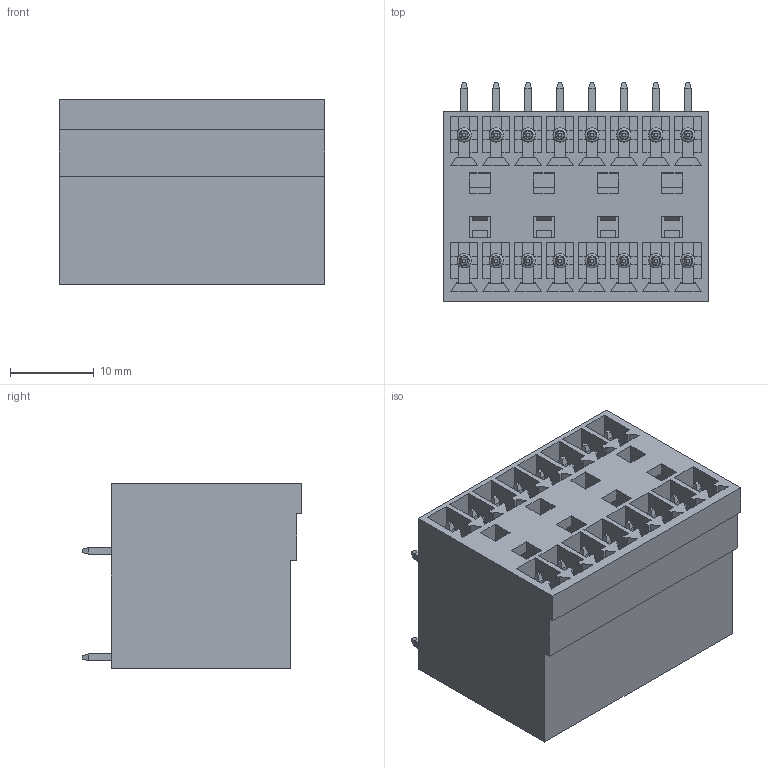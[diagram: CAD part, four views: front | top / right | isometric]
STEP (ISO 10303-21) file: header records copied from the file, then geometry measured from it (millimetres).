
FILE_DESCRIPTION( ( 'Unknown' ), '1' );
FILE_NAME( '691327310016.stp', 'Unknown', ( 'Unknown' ), ( 'Unknown' ), 'PSStep 14.0', 'Unknown', ' ' );
FILE_SCHEMA( ( 'AUTOMOTIVE_DESIGN { 1 0 10303 214 1 1 1 1 }' ) );
Length unit declared in the file: millimetre
Products named in the file (5): Assem1; 6913273100xx_PIN; 6913273100xx_PIN_LONGUE; 691329300016; 691329300016_CAPOT
Assembly tree (18 placements, depth 2):
  Assem1
    6913273100xx_PIN  x8
    6913273100xx_PIN_LONGUE  x8
    691329300016
    691329300016_CAPOT
Bounding box: 31.67 x 26.2 x 22 mm (x, y, z)
Volume: 6239.6 mm3; surface area: 16154.4 mm2
Topology: 18 solids, 18 shells, 1364 faces, 3650 edges, 2322 vertices
Faces by surface type: plane 1316, cylinder 32, torus 16
Full cylindrical faces by diameter (mm): 1.68 x16
Entity records: 44142 total; most frequent: CARTESIAN_POINT 6227, ORIENTED_EDGE 6168, DIRECTION 5474, EDGE_CURVE 3084, LINE 2984, VECTOR 2984, VERTEX_POINT 1998, AXIS2_PLACEMENT_3D 1245
